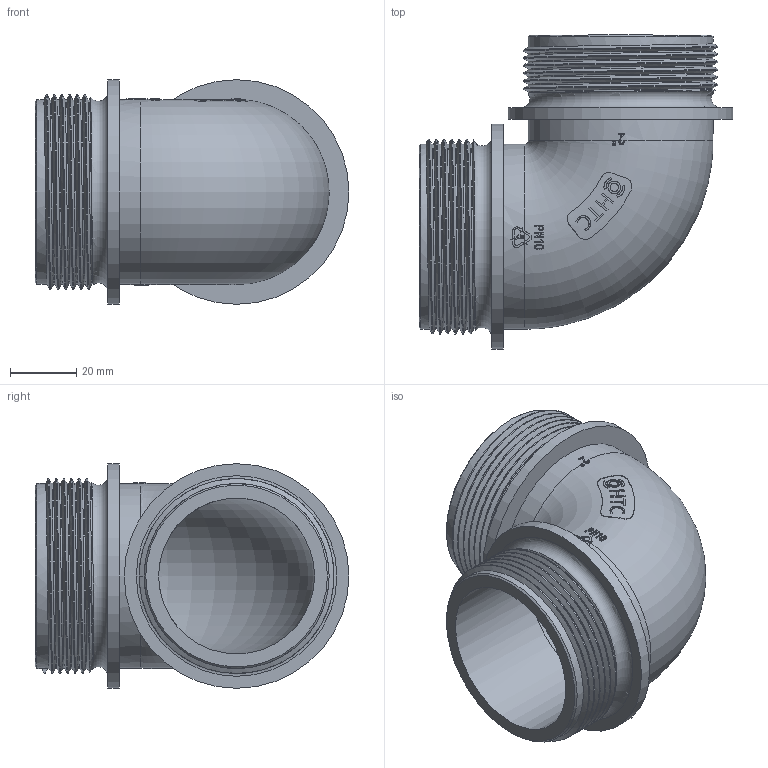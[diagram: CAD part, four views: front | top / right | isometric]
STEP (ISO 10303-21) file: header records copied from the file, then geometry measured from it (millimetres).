
FILE_DESCRIPTION(/* description */ (''),/* implementation_level */ '2;1');
FILE_NAME(/* name */ '2.stp',/* time_stamp */ '2025-02-14T16:16:28+08:00',/* author */ (''),/* organization */ (''),/* preprocessor_version */ 'ST-DEVELOPER v16.7',/* originating_system */ 'SIEMENS PLM Software NX 12.0',/* authorisation */ '');
FILE_SCHEMA (('AUTOMOTIVE_DESIGN { 1 0 10303 214 3 1 1 1 }'));
Length unit declared in the file: millimetre
Products named in the file (1): Admi6140B10Emkqu
Bounding box: 95 x 95 x 68 mm (x, y, z)
Volume: 89570.3 mm3; surface area: 45740.2 mm2
Topology: 1 solids, 1 shells, 475 faces, 1373 edges, 922 vertices
Faces by surface type: plane 325, extrusion 76, cylinder 40, torus 28, bspline 4, cone 2
Full cylindrical faces by diameter (mm): 2.543 x1, 3.836 x1, 47.2 x2, 56 x14, 68 x2
Entity records: 19446 total; most frequent: CARTESIAN_POINT 8181, ORIENTED_EDGE 2630, DIRECTION 1892, EDGE_CURVE 1315, VERTEX_POINT 899, AXIS2_PLACEMENT_3D 640, VECTOR 612, B_SPLINE_CURVE_WITH_KNOTS 537
